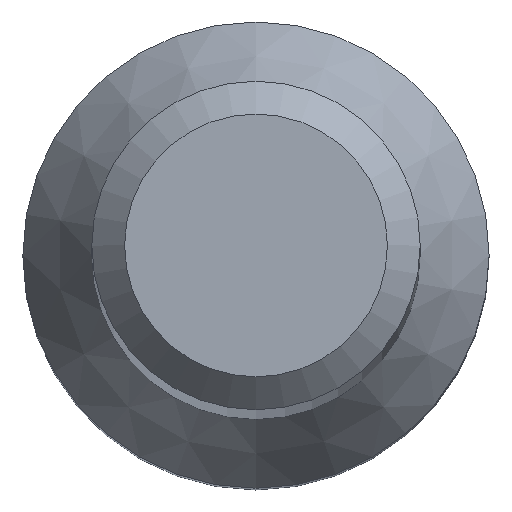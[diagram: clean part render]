
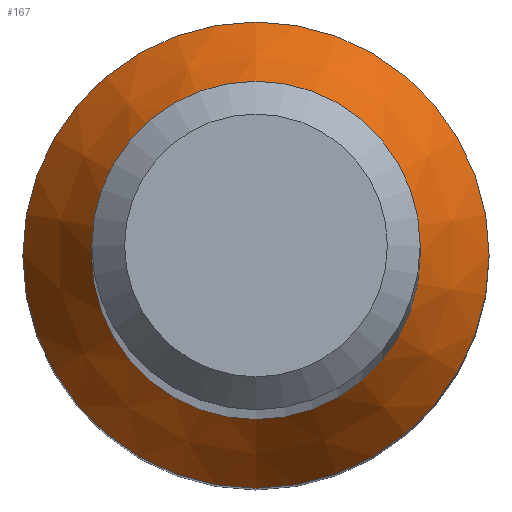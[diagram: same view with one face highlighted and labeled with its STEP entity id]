
A CAD part, top view. The second image highlights one B-rep face of the part: STEP entity #167.
In plain terms, the highlighted conical face has half-angle 30 degrees and reference radius 2.839 mm.
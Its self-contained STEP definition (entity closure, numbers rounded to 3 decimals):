
#2 = ORIENTED_EDGE ( 'NONE', *, *, #8, .F. ) ;
#5 = CARTESIAN_POINT ( 'NONE',  ( 0., 0., 13.992 ) ) ;
#8 = EDGE_CURVE ( 'NONE', #191, #191, #236, .T. ) ;
#10 = EDGE_LOOP ( 'NONE', ( #37 ) ) ;
#27 = FACE_BOUND ( 'NONE', #10, .T. ) ;
#37 = ORIENTED_EDGE ( 'NONE', *, *, #240, .T. ) ;
#40 = AXIS2_PLACEMENT_3D ( 'NONE', #235, #117, #86 ) ;
#46 = CARTESIAN_POINT ( 'NONE',  ( 0., 2.839, 12.539 ) ) ;
#58 = EDGE_LOOP ( 'NONE', ( #2 ) ) ;
#82 = CARTESIAN_POINT ( 'NONE',  ( 0., 0., 12.539 ) ) ;
#86 = DIRECTION ( 'NONE',  ( 0., 1., 0. ) ) ;
#92 = CONICAL_SURFACE ( 'NONE', #170, 2.839, 0.524 ) ;
#102 = DIRECTION ( 'NONE',  ( 0., 0., -1. ) ) ;
#112 = CARTESIAN_POINT ( 'NONE',  ( 0., 2., 13.992 ) ) ;
#113 = CIRCLE ( 'NONE', #147, 2. ) ;
#117 = DIRECTION ( 'NONE',  ( 0., 0., -1. ) ) ;
#147 = AXIS2_PLACEMENT_3D ( 'NONE', #5, #152, #212 ) ;
#152 = DIRECTION ( 'NONE',  ( 0., 0., -1. ) ) ;
#157 = DIRECTION ( 'NONE',  ( 0., 1., 0. ) ) ;
#167 = ADVANCED_FACE ( 'NONE', ( #27, #174 ), #92, .T. ) ;
#170 = AXIS2_PLACEMENT_3D ( 'NONE', #82, #102, #157 ) ;
#174 = FACE_OUTER_BOUND ( 'NONE', #58, .T. ) ;
#191 = VERTEX_POINT ( 'NONE', #46 ) ;
#205 = VERTEX_POINT ( 'NONE', #112 ) ;
#212 = DIRECTION ( 'NONE',  ( 0., 1., 0. ) ) ;
#235 = CARTESIAN_POINT ( 'NONE',  ( 0., 0., 12.539 ) ) ;
#236 = CIRCLE ( 'NONE', #40, 2.839 ) ;
#240 = EDGE_CURVE ( 'NONE', #205, #205, #113, .T. ) ;
